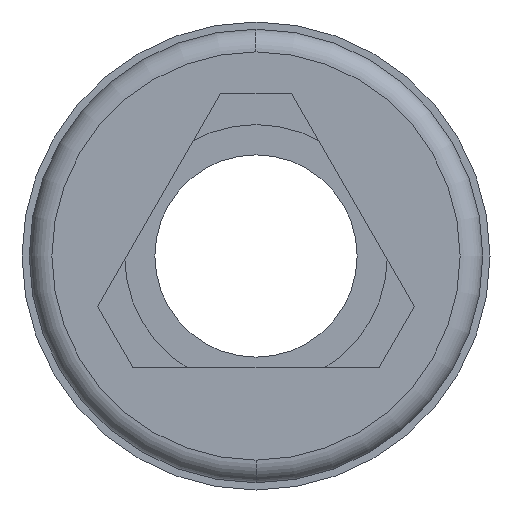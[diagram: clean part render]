
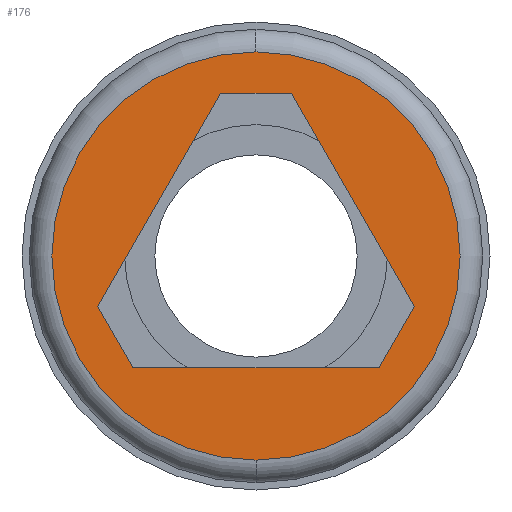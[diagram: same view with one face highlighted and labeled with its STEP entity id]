
A CAD part, front view. The second image highlights one B-rep face of the part: STEP entity #176.
In plain terms, the highlighted planar face has unit normal (0, -1, 0).
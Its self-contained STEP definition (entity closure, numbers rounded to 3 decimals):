
#176=ADVANCED_FACE('',(#387,#388),#389,.T.);
#387=FACE_BOUND('',#632,.T.);
#388=FACE_OUTER_BOUND('',#633,.T.);
#389=PLANE('',#634);
#632=EDGE_LOOP('',(#1073,#1074,#1075,#1076,#1077,#1078));
#633=EDGE_LOOP('',(#1079,#1080,#1081));
#634=AXIS2_PLACEMENT_3D('',#1082,#1083,#1084);
#1073=ORIENTED_EDGE('',*,*,#1378,.T.);
#1074=ORIENTED_EDGE('',*,*,#1480,.T.);
#1075=ORIENTED_EDGE('',*,*,#1526,.T.);
#1076=ORIENTED_EDGE('',*,*,#1512,.T.);
#1077=ORIENTED_EDGE('',*,*,#1527,.T.);
#1078=ORIENTED_EDGE('',*,*,#1408,.T.);
#1079=ORIENTED_EDGE('',*,*,#1452,.F.);
#1080=ORIENTED_EDGE('',*,*,#1451,.F.);
#1081=ORIENTED_EDGE('',*,*,#1419,.F.);
#1082=CARTESIAN_POINT('',(3.533,0.0,0.0));
#1083=DIRECTION('',(-0.0,-1.0,-0.0));
#1084=DIRECTION('',(-1.0,0.0,0.0));
#1378=EDGE_CURVE('',#1626,#1624,#1627,.T.);
#1408=EDGE_CURVE('',#1676,#1626,#1677,.T.);
#1419=EDGE_CURVE('',#1694,#1687,#1696,.T.);
#1451=EDGE_CURVE('',#1687,#1743,#1744,.T.);
#1452=EDGE_CURVE('',#1743,#1694,#1745,.T.);
#1480=EDGE_CURVE('',#1624,#1786,#1788,.T.);
#1512=EDGE_CURVE('',#1830,#1828,#1831,.T.);
#1526=EDGE_CURVE('',#1786,#1830,#1851,.T.);
#1527=EDGE_CURVE('',#1828,#1676,#1852,.T.);
#1624=VERTEX_POINT('',#1961);
#1626=VERTEX_POINT('',#1964);
#1627=LINE('',#1965,#1966);
#1676=VERTEX_POINT('',#2057);
#1677=LINE('',#2058,#2059);
#1687=VERTEX_POINT('',#2092);
#1694=VERTEX_POINT('',#2099);
#1696=CIRCLE('',#2101,7.065);
#1743=VERTEX_POINT('',#2243);
#1744=CIRCLE('',#2244,7.065);
#1745=CIRCLE('',#2245,7.065);
#1786=VERTEX_POINT('',#2382);
#1788=LINE('',#2385,#2386);
#1828=VERTEX_POINT('',#2455);
#1830=VERTEX_POINT('',#2458);
#1831=LINE('',#2459,#2460);
#1851=LINE('',#2483,#2484);
#1852=LINE('',#2485,#2486);
#1961=CARTESIAN_POINT('',(-5.485,0.0,-1.75));
#1964=CARTESIAN_POINT('',(-4.258,0.0,-3.875));
#1965=CARTESIAN_POINT('',(-4.43,0.0,-3.577));
#1966=VECTOR('',#2615,1.0);
#2057=CARTESIAN_POINT('',(4.258,0.0,-3.875));
#2058=CARTESIAN_POINT('',(1.766,0.0,-3.875));
#2059=VECTOR('',#2655,1.0);
#2092=CARTESIAN_POINT('',(0.,0.0,7.065));
#2099=CARTESIAN_POINT('',(0.,0.0,-7.065));
#2101=AXIS2_PLACEMENT_3D('',#2672,#2673,#2674);
#2243=CARTESIAN_POINT('',(7.065,0.0,0.0));
#2244=AXIS2_PLACEMENT_3D('',#2706,#2707,#2708);
#2245=AXIS2_PLACEMENT_3D('',#2709,#2710,#2711);
#2382=CARTESIAN_POINT('',(-1.226,0.0,5.625));
#2385=CARTESIAN_POINT('',(-2.914,0.0,2.702));
#2386=VECTOR('',#2733,1.0);
#2455=CARTESIAN_POINT('',(5.485,0.0,-1.75));
#2458=CARTESIAN_POINT('',(1.226,0.0,5.625));
#2459=CARTESIAN_POINT('',(3.797,0.0,1.173));
#2460=VECTOR('',#2778,1.0);
#2483=CARTESIAN_POINT('',(1.766,0.0,5.625));
#2484=VECTOR('',#2800,1.0);
#2485=CARTESIAN_POINT('',(5.313,0.0,-2.048));
#2486=VECTOR('',#2801,1.0);
#2615=DIRECTION('',(-0.5,0.0,0.866));
#2655=DIRECTION('',(-1.0,0.0,-0.0));
#2672=CARTESIAN_POINT('',(0.0,0.0,0.0));
#2673=DIRECTION('',(-0.0,1.0,0.0));
#2674=DIRECTION('',(1.0,0.0,0.0));
#2706=CARTESIAN_POINT('',(0.0,0.0,0.0));
#2707=DIRECTION('',(-0.0,1.0,0.0));
#2708=DIRECTION('',(1.0,0.0,0.0));
#2709=CARTESIAN_POINT('',(0.0,0.0,0.0));
#2710=DIRECTION('',(-0.0,1.0,0.0));
#2711=DIRECTION('',(1.0,0.0,0.0));
#2733=DIRECTION('',(0.5,-0.0,0.866));
#2778=DIRECTION('',(0.5,0.0,-0.866));
#2800=DIRECTION('',(1.0,0.0,0.0));
#2801=DIRECTION('',(-0.5,0.0,-0.866));
